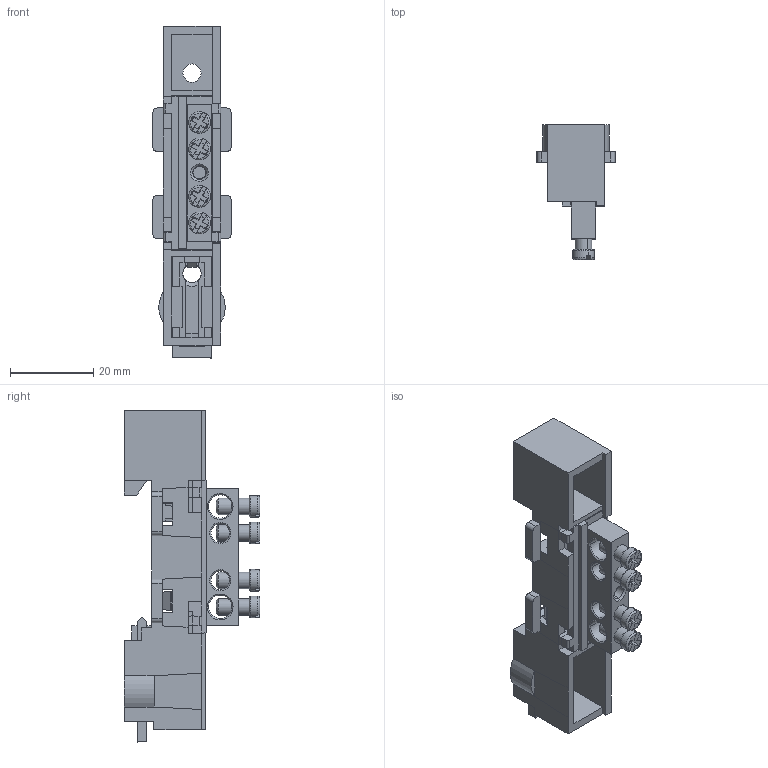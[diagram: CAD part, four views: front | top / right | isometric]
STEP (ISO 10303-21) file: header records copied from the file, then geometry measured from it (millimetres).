
FILE_DESCRIPTION (( 'STEP AP214' ), '1' );
FILE_NAME ('KSN-8 6õ9-04.STEP', '2023-11-17T11:47:57', ( '' ), ( '' ), 'SwSTEP 2.0', 'SolidWorks 2022', '' );
FILE_SCHEMA (( 'AUTOMOTIVE_DESIGN' ));
Length unit declared in the file: millimetre
Products named in the file (7): SHBT-01.01 6х9; Подставка универсалM1_Каталог_2016_63А; UHBT-4-6x9.04.01; защелка UH_каталог; UHBT-4-6x9.04.00; Винт М4х8; KSN-8 6х9-04
Assembly tree (10 placements, depth 3):
  KSN-8 6х9-04
    Подставка универсалM1_Каталог_2016_63А
    SHBT-01.01 6х9
    защелка UH_каталог
    Винт М4х8
    UHBT-4-6x9.04.00
      Винт М4х8  x4
      UHBT-4-6x9.04.01
Bounding box: 18.8 x 32.6 x 80 mm (x, y, z)
Volume: 10537.1 mm3; surface area: 12859 mm2
Topology: 9 solids, 9 shells, 527 faces, 1468 edges, 942 vertices
Faces by surface type: plane 367, cylinder 96, cone 44, torus 20
Entity records: 14049 total; most frequent: CARTESIAN_POINT 2727, ORIENTED_EDGE 2344, DIRECTION 2125, EDGE_CURVE 1172, LINE 933, VECTOR 933, VERTEX_POINT 750, AXIS2_PLACEMENT_3D 596
